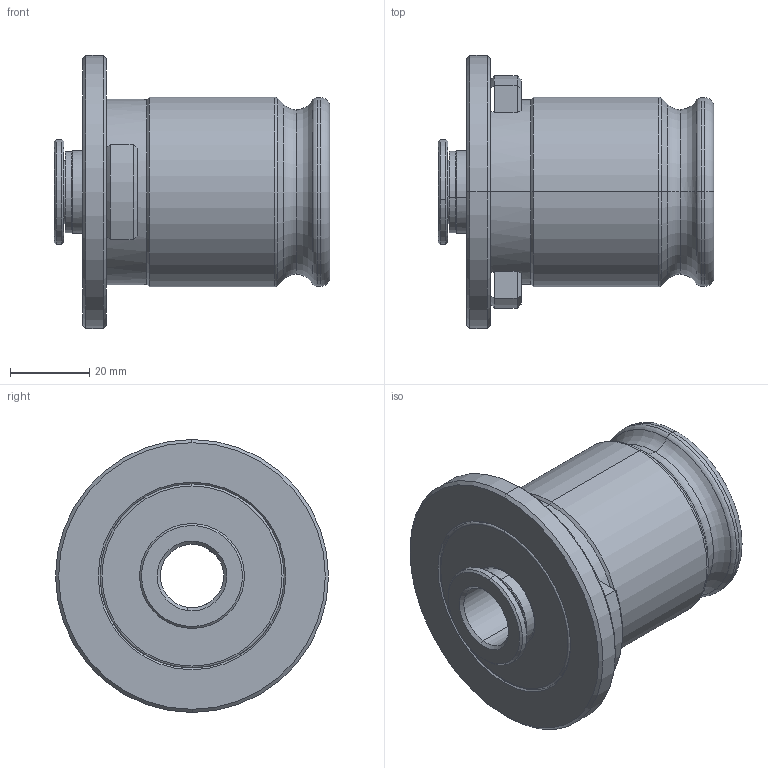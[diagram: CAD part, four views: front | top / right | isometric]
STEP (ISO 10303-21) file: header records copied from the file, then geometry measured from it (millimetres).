
FILE_DESCRIPTION (( 'STEP AP203' ), '1' );
FILE_NAME ('32-S.16.03.1612.STEP', '2019-04-16T05:43:27', ( 'Acer' ), ( '' ), 'SwSTEP 2.0', 'SolidWorks 2018', '' );
FILE_SCHEMA (( 'CONFIG_CONTROL_DESIGN' ));
Length unit declared in the file: millimetre
Products named in the file (1): 32-S.16.03.1612
Bounding box: 69.74 x 69 x 69 mm (x, y, z)
Surface area: 21308.3 mm2 (no closed solid volume)
Topology: 0 solids, 7 shells, 81 faces, 205 edges, 129 vertices
Faces by surface type: cone 24, cylinder 22, torus 18, plane 15, sphere 2
Entity records: 2595 total; most frequent: CARTESIAN_POINT 591, DIRECTION 454, ORIENTED_EDGE 348, EDGE_CURVE 200, AXIS2_PLACEMENT_3D 197, VERTEX_POINT 126, CIRCLE 115, EDGE_LOOP 89
